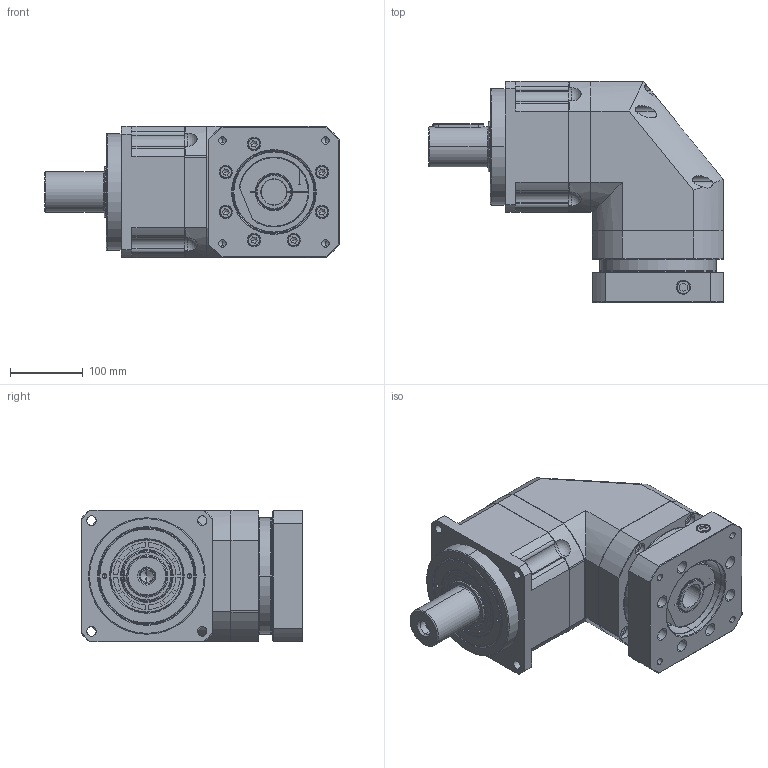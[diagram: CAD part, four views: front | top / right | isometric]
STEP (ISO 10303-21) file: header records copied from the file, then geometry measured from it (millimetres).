
FILE_DESCRIPTION (( 'STEP AP203' ), '1' );
FILE_NAME ('FABR180D-L1-S2-35-114.3-200-M12-82.STEP', '2022-03-22T10:14:31', ( 'User' ), ( 'China' ), 'SwSTEP 2.0', 'SolidWorks 2020', '' );
FILE_SCHEMA (( 'CONFIG_CONTROL_DESIGN' ));
Length unit declared in the file: millimetre
Products named in the file (16): M10-20樓粟菜; 输出内齿圈壳体FAB180; 隅弇覃淕杶FAB180D; 输入端壳体FABR180D; 怀堤傷褲极FABR180; 输入法兰FAB180D-114.3X43.5XM12; A倰す瑩16X70; M12-25; 输入轴FAB180-42; 输入轴锁紧环49X96X22; FABR180D珨撰眻褒眊极; 囀鞠褒踡隅蹟隊M20X16; 蚐猾70X100X10; FABR180D-L1-S2-35-114.3-200-M12-82; 输入轴调整套42-35; 怀堤俴陎殤FAB180D
Assembly tree (33 placements, depth 2):
  FABR180D-L1-S2-35-114.3-200-M12-82
    怀堤俴陎殤FAB180D
    A倰す瑩16X70
    输出内齿圈壳体FAB180
    隅弇覃淕杶FAB180D
    蚐猾70X100X10
    怀堤傷褲极FABR180
    FABR180D珨撰眻褒眊极
    M10-20樓粟菜  x19
    输入端壳体FABR180D
    输入法兰FAB180D-114.3X43.5XM12
    输入轴FAB180-42
    输入轴锁紧环49X96X22
    M12-25
    囀鞠褒踡隅蹟隊M20X16
    输入轴调整套42-35
Bounding box: 405 x 304 x 180 mm (x, y, z)
Volume: 9497821.4 mm3; surface area: 910058.9 mm2
Topology: 14 solids, 52 shells, 1383 faces, 3303 edges, 2084 vertices
Faces by surface type: cylinder 569, plane 453, cone 219, torus 138, sphere 4
Entity records: 29413 total; most frequent: CARTESIAN_POINT 6299, DIRECTION 4741, ORIENTED_EDGE 4114, EDGE_CURVE 2061, AXIS2_PLACEMENT_3D 1979, VERTEX_POINT 1310, CIRCLE 1063, EDGE_LOOP 1052
